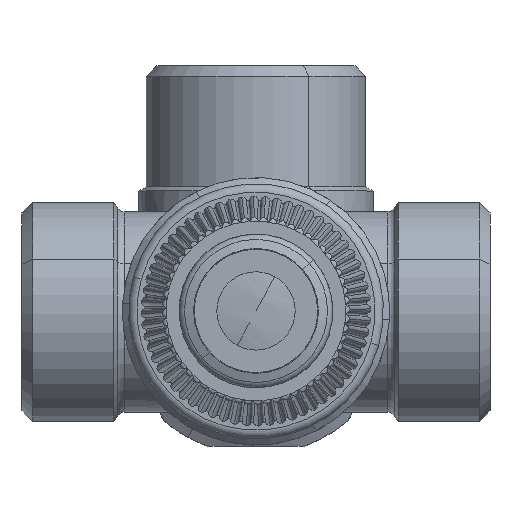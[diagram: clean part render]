
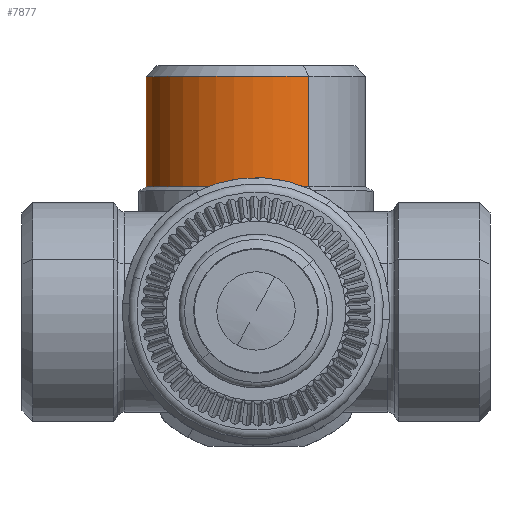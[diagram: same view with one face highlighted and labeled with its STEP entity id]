
A CAD part, top view. The second image highlights one B-rep face of the part: STEP entity #7877.
In plain terms, the highlighted cylindrical face has radius 13.15 mm (diameter 26.3 mm), a partial arc.
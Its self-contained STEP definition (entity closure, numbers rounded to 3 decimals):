
#5635=CARTESIAN_POINT('Axis2P3D Location',(0.,15.,17.)) ;
#5639=CARTESIAN_POINT('Vertex',(-6.304,15.,5.46)) ;
#5641=CARTESIAN_POINT('Vertex',(6.304,15.,28.54)) ;
#7847=CARTESIAN_POINT('Axis2P3D Location',(0.,9.75,17.)) ;
#7852=CARTESIAN_POINT('Axis2P3D Location',(0.,28.2,17.)) ;
#7856=CARTESIAN_POINT('Vertex',(-6.304,28.2,5.46)) ;
#7858=CARTESIAN_POINT('Vertex',(6.304,28.2,28.54)) ;
#7861=CARTESIAN_POINT('Line Origine',(-6.304,21.6,5.46)) ;
#7866=CARTESIAN_POINT('Line Origine',(6.304,21.6,28.54)) ;
#7863=VECTOR('Line Direction',#7862,1.) ;
#7868=VECTOR('Line Direction',#7867,1.) ;
#5636=DIRECTION('Axis2P3D Direction',(0.,-1.,-0.)) ;
#7848=DIRECTION('Axis2P3D Direction',(0.,1.,0.)) ;
#7849=DIRECTION('Axis2P3D XDirection',(0.479,-0.,0.878)) ;
#7853=DIRECTION('Axis2P3D Direction',(0.,1.,0.)) ;
#7862=DIRECTION('Vector Direction',(0.,1.,0.)) ;
#7867=DIRECTION('Vector Direction',(0.,1.,0.)) ;
#5637=AXIS2_PLACEMENT_3D('Circle Axis2P3D',#5635,#5636,$) ;
#7850=AXIS2_PLACEMENT_3D('Cylinder Axis2P3D',#7847,#7848,#7849) ;
#7854=AXIS2_PLACEMENT_3D('Circle Axis2P3D',#7852,#7853,$) ;
#7864=LINE('Line',#7861,#7863) ;
#7869=LINE('Line',#7866,#7868) ;
#5638=CIRCLE('generated circle',#5637,13.15) ;
#7855=CIRCLE('generated circle',#7854,13.15) ;
#7851=CYLINDRICAL_SURFACE('generated cylinder',#7850,13.15) ;
#5643=EDGE_CURVE('',#5640,#5642,#5638,.F.) ;
#7860=EDGE_CURVE('',#7857,#7859,#7855,.T.) ;
#7865=EDGE_CURVE('',#7857,#5640,#7864,.F.) ;
#7870=EDGE_CURVE('',#7859,#5642,#7869,.F.) ;
#7872=ORIENTED_EDGE('',*,*,#7860,.F.) ;
#7873=ORIENTED_EDGE('',*,*,#7865,.T.) ;
#7874=ORIENTED_EDGE('',*,*,#5643,.T.) ;
#7875=ORIENTED_EDGE('',*,*,#7870,.F.) ;
#7871=EDGE_LOOP('',(#7872,#7873,#7874,#7875)) ;
#5640=VERTEX_POINT('',#5639) ;
#5642=VERTEX_POINT('',#5641) ;
#7857=VERTEX_POINT('',#7856) ;
#7859=VERTEX_POINT('',#7858) ;
#7877=ADVANCED_FACE('PartBody',(#7876),#7851,.T.) ;
#7876=FACE_OUTER_BOUND('',#7871,.T.) ;
